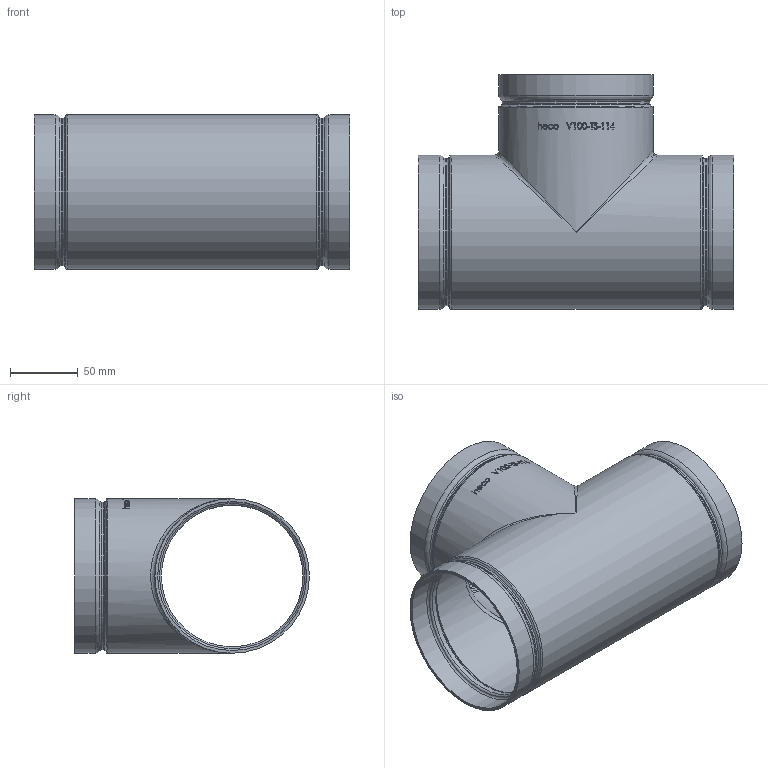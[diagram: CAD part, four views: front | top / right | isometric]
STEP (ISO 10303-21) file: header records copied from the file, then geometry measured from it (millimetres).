
FILE_DESCRIPTION (( 'STEP AP214' ), '1' );
FILE_NAME ('V100-TS-114-x Typ E492 DN100 400 Ø114,3 1812.STEP', '2018-12-14T09:14:01', ( '' ), ( '' ), 'SwSTEP 2.0', 'SolidWorks 2016', '' );
FILE_SCHEMA (( 'AUTOMOTIVE_DESIGN' ));
Length unit declared in the file: inch
Products named in the file (1): V100-TS-114-x Typ E492 DN100 400 Ø114,3 1812
Bounding box: 233.17 x 173.74 x 114.32 mm (x, y, z)
Volume: 204302.9 mm3; surface area: 202274.2 mm2
Topology: 1 solids, 1 shells, 210 faces, 540 edges, 345 vertices
Faces by surface type: bspline 86, plane 58, cylinder 36, torus 24, cone 6
Full cylindrical faces by diameter (mm): 104.775 x3, 108.839 x3, 110.236 x5, 114.3 x5
Entity records: 21208 total; most frequent: CARTESIAN_POINT 15131, ORIENTED_EDGE 934, DIRECTION 561, EDGE_CURVE 467, VERTEX_POINT 326, EDGE_LOOP 281, B_SPLINE_CURVE_WITH_KNOTS 262, FACE_OUTER_BOUND 250
